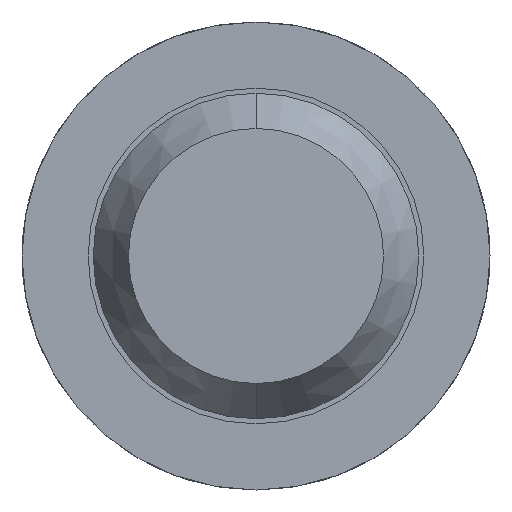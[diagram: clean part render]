
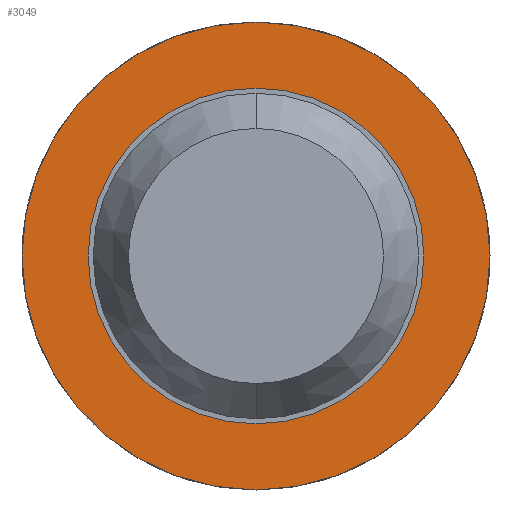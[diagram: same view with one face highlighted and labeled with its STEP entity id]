
A CAD part, front view. The second image highlights one B-rep face of the part: STEP entity #3049.
In plain terms, the highlighted planar face has unit normal (0, -1, 0).
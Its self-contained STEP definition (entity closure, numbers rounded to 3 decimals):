
#78 = CARTESIAN_POINT ( 'NONE',  ( 0., -1.7, 0. ) ) ;
#203 = AXIS2_PLACEMENT_3D ( 'NONE', #2652, #394, #3744 ) ;
#241 = DIRECTION ( 'NONE',  ( 0., 1., 0. ) ) ;
#243 = DIRECTION ( 'NONE',  ( 0., 0., 1. ) ) ;
#306 = CIRCLE ( 'NONE', #203, 1.15 ) ;
#370 = CIRCLE ( 'NONE', #3783, 1.15 ) ;
#394 = DIRECTION ( 'NONE',  ( 0., 1., 0. ) ) ;
#474 = DIRECTION ( 'NONE',  ( 0., 0., 1. ) ) ;
#712 = CIRCLE ( 'NONE', #3696, 0.825 ) ;
#747 = ORIENTED_EDGE ( 'NONE', *, *, #3307, .F. ) ;
#765 = FACE_BOUND ( 'NONE', #1159, .T. ) ;
#946 = CARTESIAN_POINT ( 'NONE',  ( 0.825, -1.7, 0. ) ) ;
#964 = PLANE ( 'NONE',  #3465 ) ;
#1159 = EDGE_LOOP ( 'NONE', ( #2886, #1376 ) ) ;
#1256 = ORIENTED_EDGE ( 'NONE', *, *, #2015, .F. ) ;
#1376 = ORIENTED_EDGE ( 'NONE', *, *, #2709, .T. ) ;
#1402 = DIRECTION ( 'NONE',  ( 0., 1., 0. ) ) ;
#1629 = VERTEX_POINT ( 'NONE', #3283 ) ;
#1728 = VERTEX_POINT ( 'NONE', #2131 ) ;
#1952 = DIRECTION ( 'NONE',  ( 0., 0., 1. ) ) ;
#1954 = CARTESIAN_POINT ( 'NONE',  ( 0., -1.7, 0. ) ) ;
#2015 = EDGE_CURVE ( 'Defeature ausgef�hrt3_10+Defeature ausgef�hrt3_14+Defeature ausgef�hrt3_14+Defeature ausgef�hrt3_14', #1629, #1728, #370, .T. ) ;
#2066 = EDGE_CURVE ( 'Defeature ausgef�hrt3_14+Defeature ausgef�hrt3_13+Defeature ausgef�hrt3_13+Defeature ausgef�hrt3_13', #2620, #4775, #712, .T. ) ;
#2131 = CARTESIAN_POINT ( 'NONE',  ( 0., -1.7, 1.15 ) ) ;
#2322 = FACE_OUTER_BOUND ( 'NONE', #4259, .T. ) ;
#2331 = DIRECTION ( 'NONE',  ( 0., 1., 0. ) ) ;
#2452 = CARTESIAN_POINT ( 'NONE',  ( 0., -1.7, 0. ) ) ;
#2620 = VERTEX_POINT ( 'NONE', #4127 ) ;
#2652 = CARTESIAN_POINT ( 'NONE',  ( 0., -1.7, 0. ) ) ;
#2709 = EDGE_CURVE ( 'Defeature ausgef�hrt3_14+Defeature ausgef�hrt3_13+Defeature ausgef�hrt3_13+Defeature ausgef�hrt3_13', #4775, #2620, #4661, .T. ) ;
#2886 = ORIENTED_EDGE ( 'NONE', *, *, #2066, .T. ) ;
#3049 = ADVANCED_FACE ( 'Defeature ausgef�hrt3_14', ( #2322, #765 ), #964, .F. ) ;
#3283 = CARTESIAN_POINT ( 'NONE',  ( 0., -1.7, -1.15 ) ) ;
#3307 = EDGE_CURVE ( 'Defeature ausgef�hrt3_10+Defeature ausgef�hrt3_14+Defeature ausgef�hrt3_14+Defeature ausgef�hrt3_14', #1728, #1629, #306, .T. ) ;
#3465 = AXIS2_PLACEMENT_3D ( 'NONE', #946, #1402, #243 ) ;
#3696 = AXIS2_PLACEMENT_3D ( 'NONE', #1954, #4570, #474 ) ;
#3744 = DIRECTION ( 'NONE',  ( 0., 0., 1. ) ) ;
#3783 = AXIS2_PLACEMENT_3D ( 'NONE', #2452, #241, #4272 ) ;
#4044 = AXIS2_PLACEMENT_3D ( 'NONE', #78, #2331, #1952 ) ;
#4127 = CARTESIAN_POINT ( 'NONE',  ( 0., -1.7, 0.825 ) ) ;
#4259 = EDGE_LOOP ( 'NONE', ( #747, #1256 ) ) ;
#4272 = DIRECTION ( 'NONE',  ( 0., 0., 1. ) ) ;
#4462 = CARTESIAN_POINT ( 'NONE',  ( 0., -1.7, -0.825 ) ) ;
#4570 = DIRECTION ( 'NONE',  ( 0., 1., 0. ) ) ;
#4661 = CIRCLE ( 'NONE', #4044, 0.825 ) ;
#4775 = VERTEX_POINT ( 'NONE', #4462 ) ;
